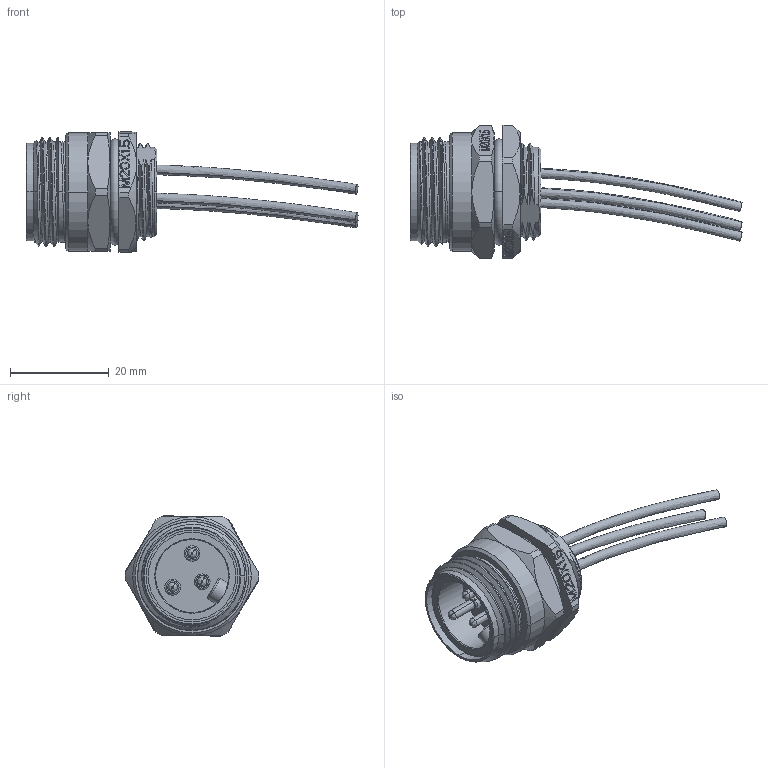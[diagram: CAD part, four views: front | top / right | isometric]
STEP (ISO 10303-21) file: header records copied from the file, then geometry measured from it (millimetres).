
FILE_DESCRIPTION((''),'2;1');
FILE_NAME('7_8-M03-BK-M20-W0_82_SW0001','2020-12-17T',('tc.chen'),(''),'PRO/ENGINEER BY PARAMETRIC TECHNOLOGY CORPORATION, 2012480','PRO/ENGINEER BY PARAMETRIC TECHNOLOGY CORPORATION, 2012480','');
FILE_SCHEMA(('AUTOMOTIVE_DESIGN { 1 0 10303 214 1 1 1 1 }'));
Length unit declared in the file: millimetre
Products named in the file (1): 7_8-M03-BK-M20-W0_82_SW0001
Bounding box: 67.17 x 27 x 24.42 mm (x, y, z)
Volume: 9215.4 mm3; surface area: 5361 mm2
Topology: 1 solids, 1 shells, 498 faces, 1385 edges, 912 vertices
Faces by surface type: plane 351, cylinder 62, bspline 51, cone 24, torus 10
Entity records: 20854 total; most frequent: CARTESIAN_POINT 8305, ORIENTED_EDGE 2770, DIRECTION 2240, EDGE_CURVE 1385, VECTOR 1026, LINE 1026, VERTEX_POINT 912, AXIS2_PLACEMENT_3D 607
